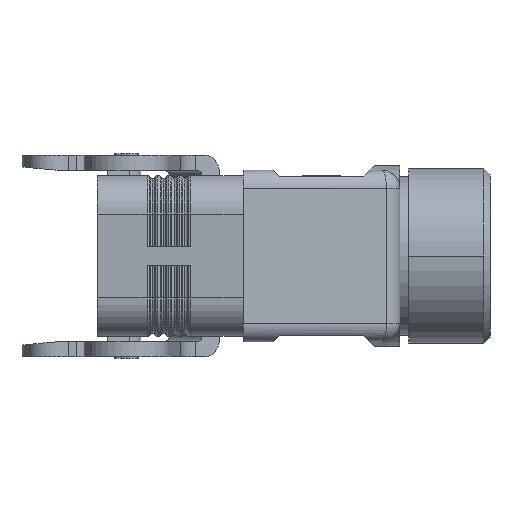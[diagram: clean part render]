
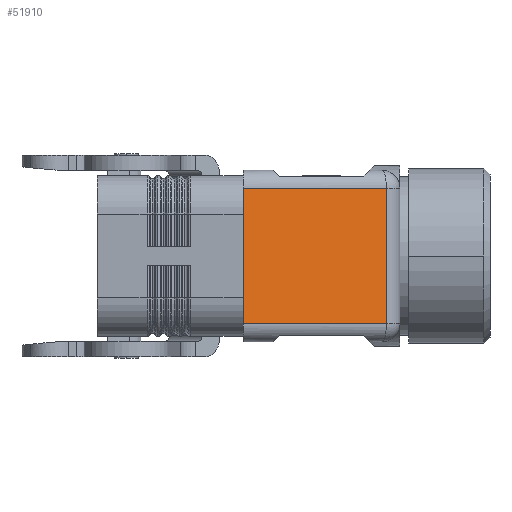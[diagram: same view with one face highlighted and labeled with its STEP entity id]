
A CAD part, left-side view. The second image highlights one B-rep face of the part: STEP entity #51910.
In plain terms, the highlighted face is planar.
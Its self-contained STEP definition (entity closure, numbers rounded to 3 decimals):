
#20320=CARTESIAN_POINT('',(28.514,49.446,58.676))
;
#20330=VERTEX_POINT('',#20320);
#20360=CARTESIAN_POINT('',(28.514,36.785,11.426))
;
#20370=DIRECTION('',(0.,-0.259,-0.966));
#20380=VECTOR('',#20370,1.);
#20390=LINE('',#20360,#20380);
#20400=CARTESIAN_POINT('',(28.514,43.075,34.9));
#20410=VERTEX_POINT('',#20400);
#20420=EDGE_CURVE('',#20330,#20410,#20390,.T.);
#31470=CARTESIAN_POINT('',(51.014,49.446,58.676))
;
#31480=VERTEX_POINT('',#31470);
#31510=CARTESIAN_POINT('',(40.022,49.446,
58.676));
#31520=DIRECTION('',(-1.,0.,0.));
#31530=VECTOR('',#31520,1.);
#31540=LINE('',#31510,#31530);
#31550=EDGE_CURVE('',#31480,#20330,#31540,.T.);
#36100=CARTESIAN_POINT('',(40.022,43.075,34.9));
#36110=DIRECTION('',(1.,0.,0.));
#36120=VECTOR('',#36110,1.);
#36130=LINE('',#36100,#36120);
#36140=CARTESIAN_POINT('',(32.789,43.075,
34.9));
#36150=VERTEX_POINT('',#36140);
#36160=EDGE_CURVE('',#20410,#36150,#36130,.T.);
#45650=CARTESIAN_POINT('',(32.789,43.075,34.9));
#45660=VERTEX_POINT('',#45650);
#45690=CARTESIAN_POINT('',(40.022,43.075,34.9))
;
#45700=DIRECTION('',(-1.,0.,0.));
#45710=VECTOR('',#45700,1.);
#45720=LINE('',#45690,#45710);
#45730=CARTESIAN_POINT('',(46.739,43.075,34.9));
#45740=VERTEX_POINT('',#45730);
#45750=EDGE_CURVE('',#45740,#45660,#45720,.T.);
#51500=CARTESIAN_POINT('',(31.328,48.981,
56.942));
#51510=DIRECTION('',(0.,-0.966,0.259));
#51520=DIRECTION('',(1.,0.,0.));
#51530=AXIS2_PLACEMENT_3D('',#51500,#51510,#51520);
#51540=PLANE('',#51530);
#51550=CARTESIAN_POINT('',(51.014,36.785,11.426))
;
#51560=DIRECTION('',(0.,-0.259,-0.966));
#51570=VECTOR('',#51560,1.);
#51580=LINE('',#51550,#51570);
#51590=CARTESIAN_POINT('',(51.014,43.075,34.9));
#51600=VERTEX_POINT('',#51590);
#51610=EDGE_CURVE('',#31480,#51600,#51580,.T.);
#51620=ORIENTED_EDGE('',*,*,#51610,.F.);
#51630=CARTESIAN_POINT('',(40.022,43.075,34.9));
#51640=DIRECTION('',(-1.,0.,0.));
#51650=VECTOR('',#51640,1.);
#51660=LINE('',#51630,#51650);
#51670=CARTESIAN_POINT('',(46.739,43.075,34.9));
#51680=VERTEX_POINT('',#51670);
#51690=EDGE_CURVE('',#51600,#51680,#51660,.T.);
#51700=ORIENTED_EDGE('',*,*,#51690,.F.);
#51710=CARTESIAN_POINT('',(46.739,49.475,58.785));
#51720=DIRECTION('',(0.,-0.966,0.259));
#51730=DIRECTION('',(0.,0.259,0.966));
#51740=AXIS2_PLACEMENT_3D('',#51710,#51720,#51730);
#51750=ELLIPSE('',#51740,24.728,6.4);
#51760=EDGE_CURVE('',#45740,#51680,#51750,.T.);
#51770=ORIENTED_EDGE('',*,*,#51760,.T.);
#51780=ORIENTED_EDGE('',*,*,#45750,.F.);
#51790=CARTESIAN_POINT('',(32.789,49.475,58.785));
#51800=DIRECTION('',(0.,-0.966,0.259));
#51810=DIRECTION('',(0.,0.259,0.966));
#51820=AXIS2_PLACEMENT_3D('',#51790,#51800,#51810);
#51830=ELLIPSE('',#51820,24.728,6.4);
#51840=EDGE_CURVE('',#36150,#45660,#51830,.T.);
#51850=ORIENTED_EDGE('',*,*,#51840,.T.);
#51860=ORIENTED_EDGE('',*,*,#36160,.T.);
#51870=ORIENTED_EDGE('',*,*,#20420,.T.);
#51880=ORIENTED_EDGE('',*,*,#31550,.T.);
#51890=EDGE_LOOP('',(#51880,#51870,#51860,#51850,#51780,#51770,#51700,
#51620));
#51900=FACE_OUTER_BOUND('',#51890,.T.);
#51910=ADVANCED_FACE('',(#51900),#51540,.T.);
